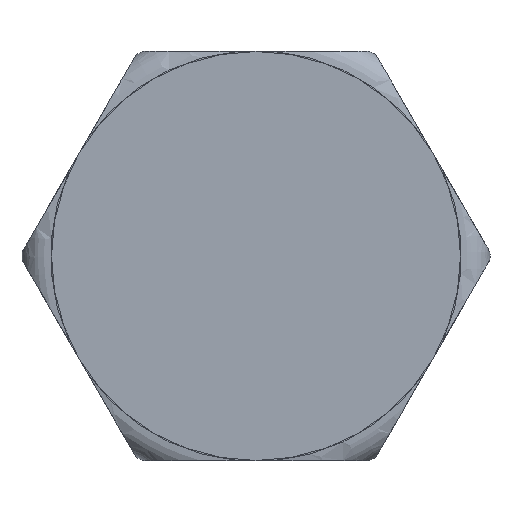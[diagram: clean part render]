
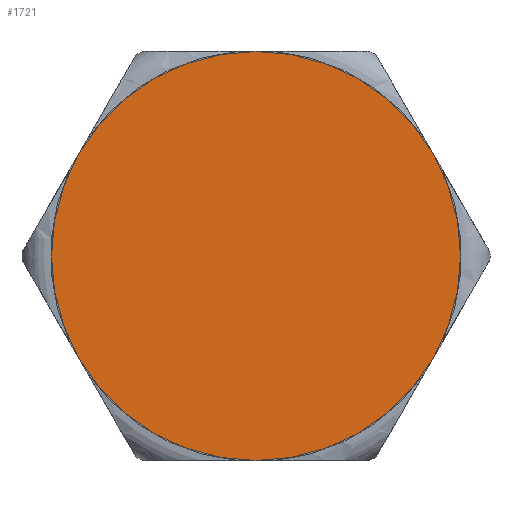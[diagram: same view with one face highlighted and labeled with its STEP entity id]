
A CAD part, left-side view. The second image highlights one B-rep face of the part: STEP entity #1721.
In plain terms, the highlighted planar face has unit normal (-1, 0, 0).
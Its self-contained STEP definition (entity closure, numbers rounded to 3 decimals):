
#383=PLANE('',#1922);
#505=FACE_OUTER_BOUND('',#628,.T.);
#628=EDGE_LOOP('',(#1596));
#661=CIRCLE('',#1862,14.29);
#812=VERTEX_POINT('',#6733);
#1033=EDGE_CURVE('',#812,#812,#661,.T.);
#1596=ORIENTED_EDGE('',*,*,#1033,.F.);
#1721=ADVANCED_FACE('',(#505),#383,.T.);
#1862=AXIS2_PLACEMENT_3D('',#6734,#2146,#2147);
#1922=AXIS2_PLACEMENT_3D('',#7235,#2296,#2297);
#2146=DIRECTION('center_axis',(1.,0.,0.));
#2147=DIRECTION('ref_axis',(0.,0.,-1.));
#2296=DIRECTION('center_axis',(-1.,0.,0.));
#2297=DIRECTION('ref_axis',(0.,0.,1.));
#6733=CARTESIAN_POINT('',(-28.,14.29,0.));
#6734=CARTESIAN_POINT('Origin',(-28.,0.,0.));
#7235=CARTESIAN_POINT('Origin',(-28.,14.29,0.));
